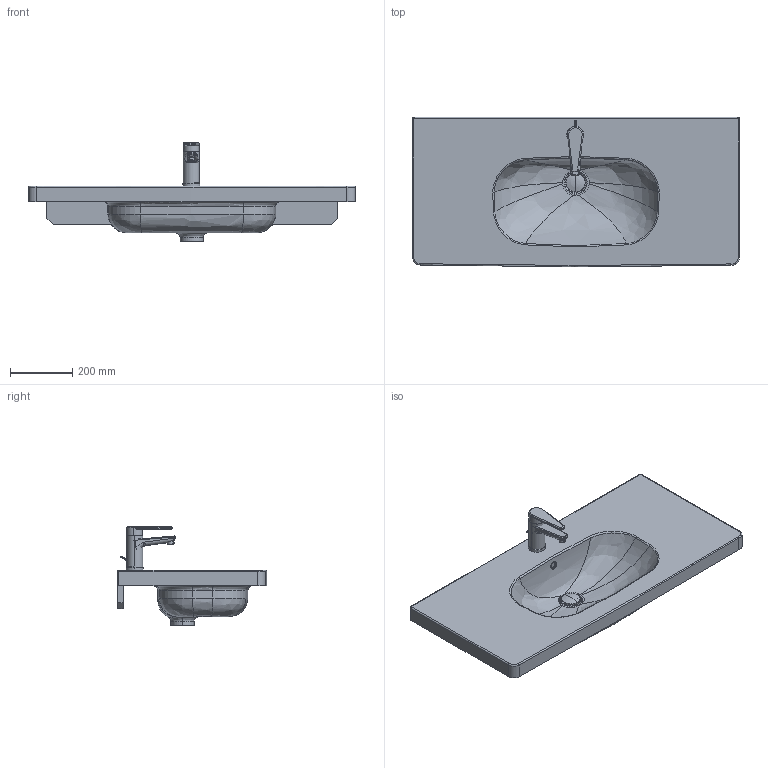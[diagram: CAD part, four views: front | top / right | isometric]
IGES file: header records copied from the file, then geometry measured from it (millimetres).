
Global section: file name: No Iges File Name specified; native system: Autodesk Inventor 2009; preprocessor: AutoDesk Inventor Iges Exporter R2009; author: Andreas; date: 20100510.225043; units: millimetre
Bounding box: 1050.35 x 480.01 x 318.07 mm (x, y, z)
Volume: 20594609.2 mm3; surface area: 1678108.4 mm2
Topology: 8 solids, 8 shells, 264 faces, 651 edges, 391 vertices
Faces by surface type: bspline 72, cylinder 67, plane 63, revolution 33, torus 17, sphere 8, cone 4
